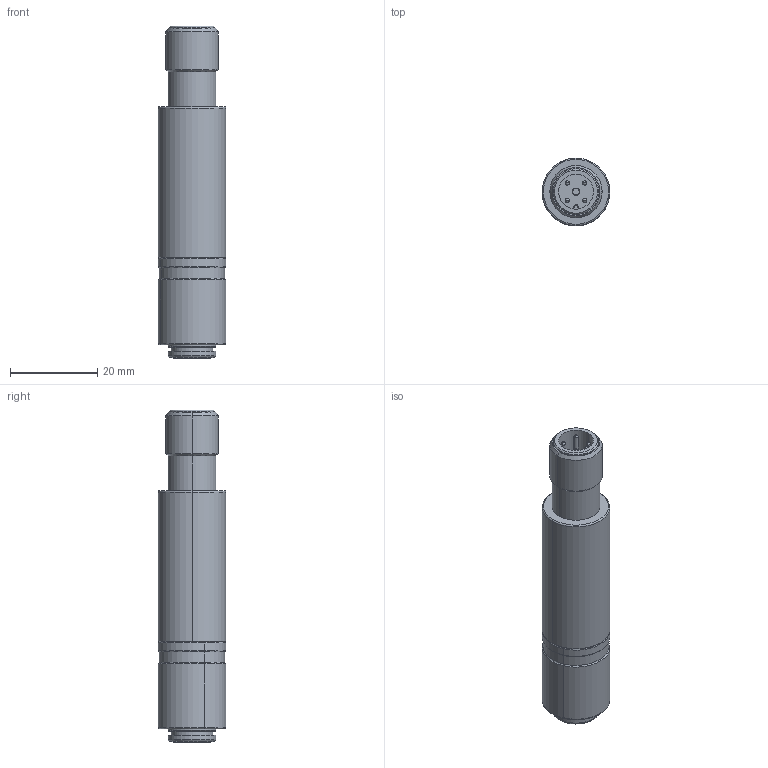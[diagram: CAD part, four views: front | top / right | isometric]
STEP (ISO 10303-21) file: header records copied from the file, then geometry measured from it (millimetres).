
FILE_DESCRIPTION(/* description */ ('Alibre Inc.'),/* implementation_level */ '2;1');
FILE_NAME(/* name */ 'export0',/* time_stamp */ '2018-07-06T09:49:18+02:00',/* author */ (''),/* organization */ (''),/* preprocessor_version */ 'ST-DEVELOPER v17',/* originating_system */ 'Alibre',/* authorisation */ '');
FILE_SCHEMA (('CONFIG_CONTROL_DESIGN'));
Length unit declared in the file: millimetre
Products named in the file (2): ID_1; ID_2
Bounding box: 15.5 x 15.5 x 76.1 mm (x, y, z)
Volume: 5690.5 mm3; surface area: 9761.5 mm2
Topology: 2 solids, 5 shells, 240 faces, 568 edges, 342 vertices
Faces by surface type: cylinder 88, plane 81, cone 31, torus 20, bspline 12, sphere 8
Full cylindrical faces by diameter (mm): 5 x1, 6.1 x1, 6.2 x1, 8.1 x2, 8.3 x1, 9 x1, 9.5 x1, 9.6 x1, 10 x1, 11 x4
Entity records: 7174 total; most frequent: CARTESIAN_POINT 1640, DIRECTION 1110, ORIENTED_EDGE 1052, EDGE_CURVE 525, AXIS2_PLACEMENT_3D 482, VERTEX_POINT 337, EDGE_LOOP 308, FACE_BOUND 308
